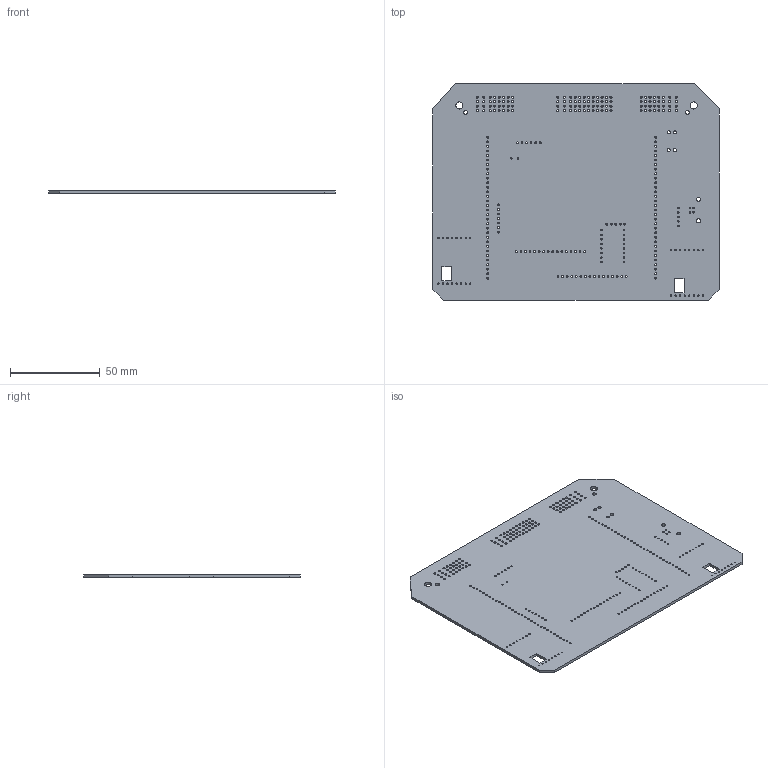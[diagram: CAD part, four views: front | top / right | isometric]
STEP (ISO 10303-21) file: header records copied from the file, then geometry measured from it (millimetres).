
FILE_DESCRIPTION(('KiCad electronic assembly'),'2;1');
FILE_NAME('Polygonus-Universal-Base-V3.step','2024-04-21T23:13:55',( 'Pcbnew'),('Kicad'),'Open CASCADE STEP processor 7.7', 'KiCad to STEP converter','Unknown');
FILE_SCHEMA(('AUTOMOTIVE_DESIGN { 1 0 10303 214 1 1 1 1 }'));
Length unit declared in the file: millimetre
Products named in the file (2): Polygonus-Universal-Base-V3 1; Polygonus-Universal-Base PCB
Assembly tree (1 placements, depth 2):
  Polygonus-Universal-Base-V3 1
    Polygonus-Universal-Base PCB
Bounding box: 160 x 121 x 1.58 mm (x, y, z)
Volume: 29649.6 mm3; surface area: 40025.7 mm2
Topology: 1 solids, 1 shells, 319 faces, 951 edges, 634 vertices
Faces by surface type: cylinder 295, plane 24
Full cylindrical faces by diameter (mm): 0.762 x32, 0.8 x18, 0.85 x5, 0.92 x4, 1 x109, 1.1 x5, 1.15 x112, 1.78 x4, 2.2 x2, 2.33 x2, 4 x2
Entity records: 26445 total; most frequent: CARTESIAN_POINT 7348, DIRECTION 3495, ORIENTED_EDGE 1902, PCURVE 1902, DEFINITIONAL_REPRESENTATION 1902, LINE 1673, VECTOR 1673, EDGE_CURVE 951
